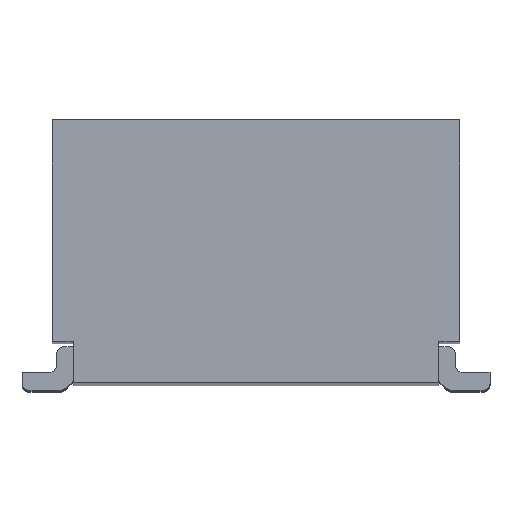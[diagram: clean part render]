
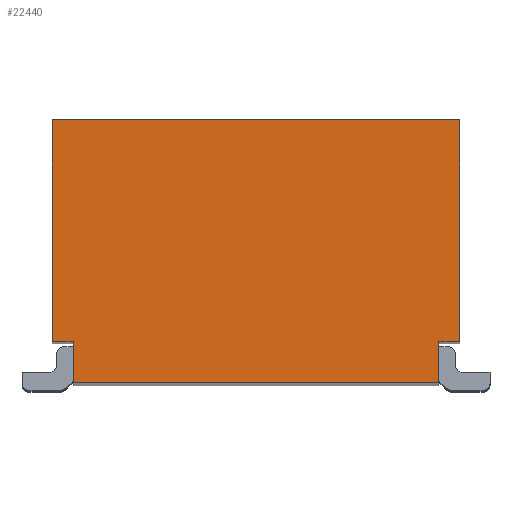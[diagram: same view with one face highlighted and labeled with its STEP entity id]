
A CAD part, top view. The second image highlights one B-rep face of the part: STEP entity #22440.
In plain terms, the highlighted planar face has unit normal (0, 0, 1).
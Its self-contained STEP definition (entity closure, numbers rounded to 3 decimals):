
#1020=CARTESIAN_POINT('',(0.,-0.3,5.415
));
#1030=DIRECTION('',(-1.,0.,0.));
#1040=VECTOR('',#1030,1.);
#1050=LINE('',#1020,#1040);
#1060=CARTESIAN_POINT('',(1.47,-0.3,5.415));
#1070=VERTEX_POINT('',#1060);
#1080=CARTESIAN_POINT('',(1.32,-0.3,5.415));
#1090=VERTEX_POINT('',#1080);
#1100=EDGE_CURVE('',#1070,#1090,#1050,.T.);
#21820=CARTESIAN_POINT('',(0.67,-0.788,5.415));
#21830=DIRECTION('',(0.,0.,-1.));
#21840=DIRECTION('',(1.,0.,0.));
#21850=AXIS2_PLACEMENT_3D('',#21820,#21830,#21840);
#21860=PLANE('',#21850);
#21870=CARTESIAN_POINT('',(-1.32,0.,5.415));
#21880=DIRECTION('',(0.,1.,0.));
#21890=VECTOR('',#21880,1.);
#21900=LINE('',#21870,#21890);
#21910=CARTESIAN_POINT('',(-1.32,-0.3,5.415));
#21920=VERTEX_POINT('',#21910);
#21930=CARTESIAN_POINT('',(-1.32,0.,5.415));
#21940=VERTEX_POINT('',#21930);
#21950=EDGE_CURVE('',#21920,#21940,#21900,.T.);
#21960=ORIENTED_EDGE('',*,*,#21950,.F.);
#21970=CARTESIAN_POINT('',(0.,0.,5.415));
#21980=DIRECTION('',(1.,0.,0.));
#21990=VECTOR('',#21980,1.);
#22000=LINE('',#21970,#21990);
#22010=CARTESIAN_POINT('',(1.32,0.,5.415));
#22020=VERTEX_POINT('',#22010);
#22030=EDGE_CURVE('',#21940,#22020,#22000,.T.);
#22040=ORIENTED_EDGE('',*,*,#22030,.F.);
#22050=CARTESIAN_POINT('',(1.32,0.,5.415));
#22060=DIRECTION('',(0.,1.,0.));
#22070=VECTOR('',#22060,1.);
#22080=LINE('',#22050,#22070);
#22090=EDGE_CURVE('',#1090,#22020,#22080,.T.);
#22100=ORIENTED_EDGE('',*,*,#22090,.T.);
#22110=ORIENTED_EDGE('',*,*,#1100,.T.);
#22120=CARTESIAN_POINT('',(1.47,0.,5.415));
#22130=DIRECTION('',(0.,1.,0.));
#22140=VECTOR('',#22130,1.);
#22150=LINE('',#22120,#22140);
#22160=CARTESIAN_POINT('',(1.47,-1.9,5.415));
#22170=VERTEX_POINT('',#22160);
#22180=EDGE_CURVE('',#22170,#1070,#22150,.T.);
#22190=ORIENTED_EDGE('',*,*,#22180,.T.);
#22200=CARTESIAN_POINT('',(0.,-1.9,5.415));
#22210=DIRECTION('',(-1.,0.,0.));
#22220=VECTOR('',#22210,1.);
#22230=LINE('',#22200,#22220);
#22240=CARTESIAN_POINT('',(-1.47,-1.9,5.415));
#22250=VERTEX_POINT('',#22240);
#22260=EDGE_CURVE('',#22170,#22250,#22230,.T.);
#22270=ORIENTED_EDGE('',*,*,#22260,.F.);
#22280=CARTESIAN_POINT('',(-1.47,0.,5.415));
#22290=DIRECTION('',(0.,1.,0.));
#22300=VECTOR('',#22290,1.);
#22310=LINE('',#22280,#22300);
#22320=CARTESIAN_POINT('',(-1.47,-0.3,5.415));
#22330=VERTEX_POINT('',#22320);
#22340=EDGE_CURVE('',#22250,#22330,#22310,.T.);
#22350=ORIENTED_EDGE('',*,*,#22340,.F.);
#22360=CARTESIAN_POINT('',(0.,-0.3,
5.415));
#22370=DIRECTION('',(-1.,0.,0.));
#22380=VECTOR('',#22370,1.);
#22390=LINE('',#22360,#22380);
#22400=EDGE_CURVE('',#21920,#22330,#22390,.T.);
#22410=ORIENTED_EDGE('',*,*,#22400,.T.);
#22420=EDGE_LOOP('',(#22410,#22350,#22270,#22190,#22110,#22100,#22040,
#21960));
#22430=FACE_OUTER_BOUND('',#22420,.T.);
#22440=ADVANCED_FACE('',(#22430),#21860,.F.);
